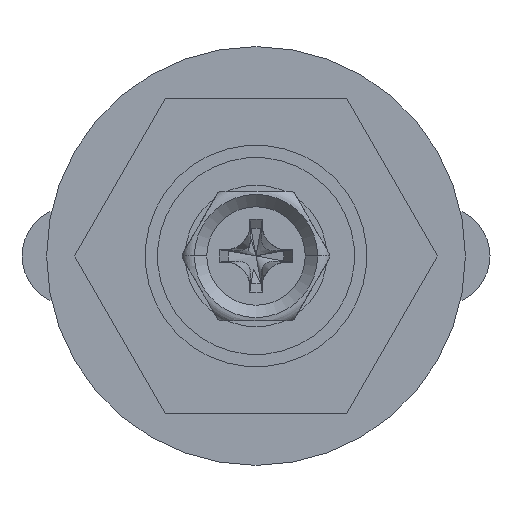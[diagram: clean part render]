
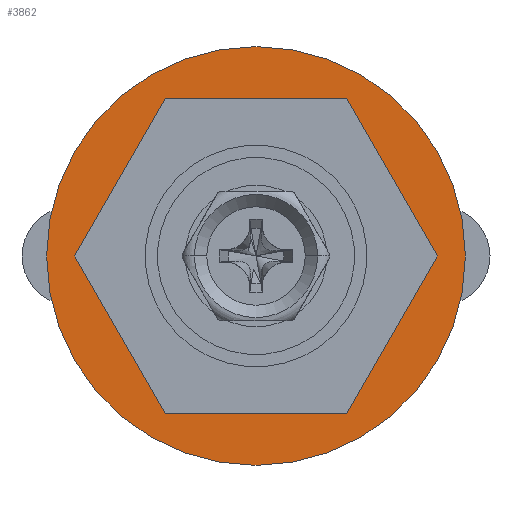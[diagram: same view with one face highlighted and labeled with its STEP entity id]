
A CAD part, left-side view. The second image highlights one B-rep face of the part: STEP entity #3862.
In plain terms, the highlighted face is planar.
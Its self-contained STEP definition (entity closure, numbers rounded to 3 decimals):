
#74 = CARTESIAN_POINT ( 'NONE',  ( 13.5, 0., 0. ) ) ;
#75 = DIRECTION ( 'NONE',  ( 0., -1., 0. ) ) ;
#76 = DIRECTION ( 'NONE',  ( 0., 0., 1. ) ) ;
#336 = CIRCLE ( 'NONE', #338, 1. ) ;
#338 = AXIS2_PLACEMENT_3D ( 'NONE', #74, #75, #76 ) ;
#391 = CIRCLE ( 'NONE', #400, 17. ) ;
#400 = AXIS2_PLACEMENT_3D ( 'NONE', #5044, #5045, #5046 ) ;
#423 = CIRCLE ( 'NONE', #433, 8.5 ) ;
#433 = AXIS2_PLACEMENT_3D ( 'NONE', #5139, #5140, #5141 ) ;
#1245 = AXIS2_PLACEMENT_3D ( 'NONE', #4020, #4029, #3962 ) ;
#1247 = CIRCLE ( 'NONE', #1245, 1. ) ;
#1248 = AXIS2_PLACEMENT_3D ( 'NONE', #3967, #4025, #4059 ) ;
#1693 = VERTEX_POINT ( 'NONE', #5592 ) ;
#1723 = VERTEX_POINT ( 'NONE', #5815 ) ;
#1739 = VERTEX_POINT ( 'NONE', #5852 ) ;
#1744 = VERTEX_POINT ( 'NONE', #5837 ) ;
#1784 = VERTEX_POINT ( 'NONE', #5656 ) ;
#1805 = VERTEX_POINT ( 'NONE', #5790 ) ;
#1831 = EDGE_LOOP ( 'NONE', ( #4324, #4321 ) ) ;
#1850 = EDGE_LOOP ( 'NONE', ( #4314, #4318 ) ) ;
#1868 = EDGE_LOOP ( 'NONE', ( #4319, #4316 ) ) ;
#2084 = DIRECTION ( 'NONE',  ( 0., 1., 0. ) ) ;
#2086 = PLANE ( 'NONE',  #2247 ) ;
#2093 = DIRECTION ( 'NONE',  ( 0., 0., 1. ) ) ;
#2103 = CARTESIAN_POINT ( 'NONE',  ( 8.5, 0., 0. ) ) ;
#2247 = AXIS2_PLACEMENT_3D ( 'NONE', #2103, #2084, #2093 ) ;
#2982 = EDGE_CURVE ( 'NONE', #1693, #1723, #4261, .T. ) ;
#3291 = EDGE_CURVE ( 'NONE', #1805, #1784, #4257, .T. ) ;
#3292 = EDGE_CURVE ( 'NONE', #1739, #1744, #1247, .T. ) ;
#3508 = FACE_BOUND ( 'NONE', #1831, .T. ) ;
#3509 = FACE_OUTER_BOUND ( 'NONE', #1868, .T. ) ;
#3510 = FACE_BOUND ( 'NONE', #1850, .T. ) ;
#3862 = ADVANCED_FACE ( 'NONE', ( #3508, #3509, #3510 ), #2086, .F. ) ;
#3961 = DIRECTION ( 'NONE',  ( 0., 0., 1. ) ) ;
#3962 = DIRECTION ( 'NONE',  ( 0., 0., 1. ) ) ;
#3967 = CARTESIAN_POINT ( 'NONE',  ( 0., 0., 0. ) ) ;
#3994 = DIRECTION ( 'NONE',  ( 0., 1., 0. ) ) ;
#3996 = CARTESIAN_POINT ( 'NONE',  ( 0., 0., 0. ) ) ;
#4020 = CARTESIAN_POINT ( 'NONE',  ( 13.5, 0., 0. ) ) ;
#4025 = DIRECTION ( 'NONE',  ( 0., 1., 0. ) ) ;
#4029 = DIRECTION ( 'NONE',  ( 0., -1., 0. ) ) ;
#4059 = DIRECTION ( 'NONE',  ( 0., 0., 1. ) ) ;
#4103 = EDGE_CURVE ( 'NONE', #1784, #1805, #391, .T. ) ;
#4124 = EDGE_CURVE ( 'NONE', #1723, #1693, #423, .T. ) ;
#4257 = CIRCLE ( 'NONE', #1248, 17. ) ;
#4261 = CIRCLE ( 'NONE', #4266, 8.5 ) ;
#4266 = AXIS2_PLACEMENT_3D ( 'NONE', #3996, #3994, #3961 ) ;
#4314 = ORIENTED_EDGE ( 'NONE', *, *, #3292, .F. ) ;
#4316 = ORIENTED_EDGE ( 'NONE', *, *, #3291, .F. ) ;
#4318 = ORIENTED_EDGE ( 'NONE', *, *, #5282, .F. ) ;
#4319 = ORIENTED_EDGE ( 'NONE', *, *, #4103, .F. ) ;
#4321 = ORIENTED_EDGE ( 'NONE', *, *, #2982, .T. ) ;
#4324 = ORIENTED_EDGE ( 'NONE', *, *, #4124, .T. ) ;
#5044 = CARTESIAN_POINT ( 'NONE',  ( 0., 0., 0. ) ) ;
#5045 = DIRECTION ( 'NONE',  ( 0., 1., 0. ) ) ;
#5046 = DIRECTION ( 'NONE',  ( 0., 0., 1. ) ) ;
#5139 = CARTESIAN_POINT ( 'NONE',  ( 0., 0., 0. ) ) ;
#5140 = DIRECTION ( 'NONE',  ( 0., 1., 0. ) ) ;
#5141 = DIRECTION ( 'NONE',  ( 0., 0., 1. ) ) ;
#5282 = EDGE_CURVE ( 'NONE', #1744, #1739, #336, .T. ) ;
#5592 = CARTESIAN_POINT ( 'NONE',  ( 0., 0., -8.5 ) ) ;
#5656 = CARTESIAN_POINT ( 'NONE',  ( 0., 0., 17. ) ) ;
#5790 = CARTESIAN_POINT ( 'NONE',  ( 0., 0., -17. ) ) ;
#5815 = CARTESIAN_POINT ( 'NONE',  ( 0., 0., 8.5 ) ) ;
#5837 = CARTESIAN_POINT ( 'NONE',  ( 13.5, 0., -1. ) ) ;
#5852 = CARTESIAN_POINT ( 'NONE',  ( 13.5, 0., 1. ) ) ;
